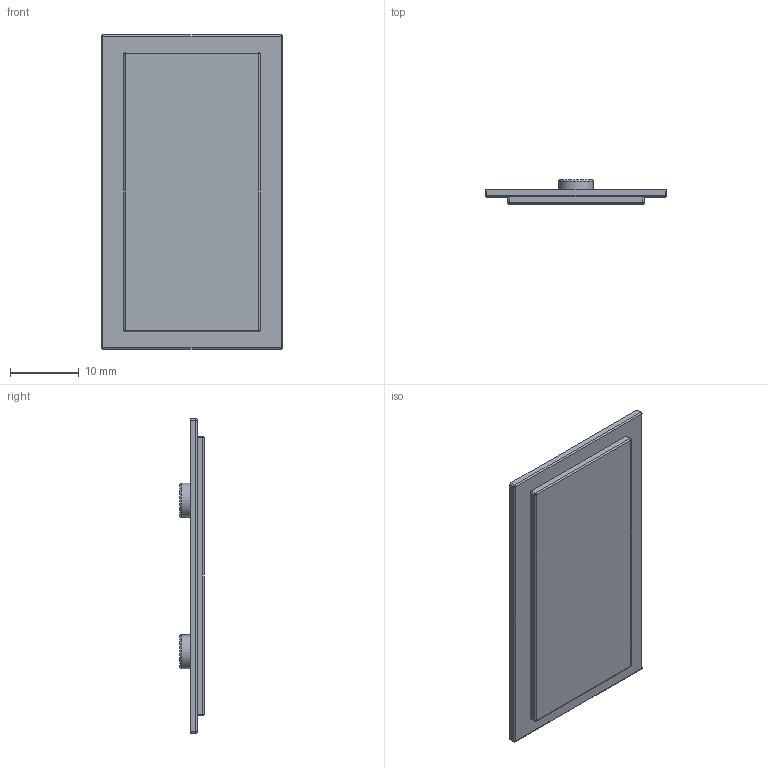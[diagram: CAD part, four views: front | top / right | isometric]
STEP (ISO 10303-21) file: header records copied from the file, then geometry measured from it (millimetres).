
FILE_DESCRIPTION(/* description */ (''),/* implementation_level */ '2;1');
FILE_NAME(/* name */ 'Bottom Surface.stp',/* time_stamp */ '2021-06-01T11:08:30-05:00',/* author */ ('Caleb'),/* organization */ (''),/* preprocessor_version */ 'ST-DEVELOPER v18.1',/* originating_system */ 'Autodesk Inventor 2022',/* authorisation */ '');
FILE_SCHEMA (('AUTOMOTIVE_DESIGN { 1 0 10303 214 3 1 1 }'));
Length unit declared in the file: millimetre
Products named in the file (1): Bottom Surface
Bounding box: 26.3 x 3.5 x 45.7 mm (x, y, z)
Volume: 2062.1 mm3; surface area: 2689.5 mm2
Topology: 1 solids, 1 shells, 41 faces, 84 edges, 48 vertices
Faces by surface type: cylinder 18, plane 13, sphere 8, torus 2
Full cylindrical faces by diameter (mm): 5 x2
Entity records: 1109 total; most frequent: DIRECTION 210, CARTESIAN_POINT 174, ORIENTED_EDGE 168, EDGE_CURVE 84, AXIS2_PLACEMENT_3D 84, VERTEX_POINT 48, EDGE_LOOP 44, LINE 42
